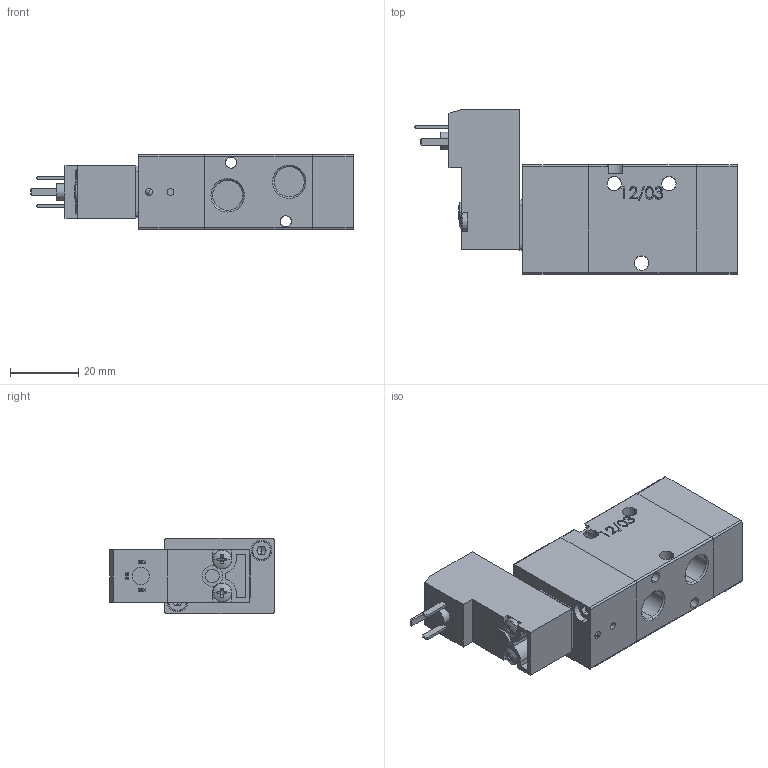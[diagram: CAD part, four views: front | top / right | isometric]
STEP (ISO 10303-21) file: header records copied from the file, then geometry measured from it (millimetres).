
FILE_DESCRIPTION (( 'STEP AP214' ), '1' );
FILE_NAME ('00_197_4.STEP', '2015-12-18T16:22:31', ( '' ), ( '' ), 'SwSTEP 2.0', 'SolidWorks 2015', '' );
FILE_SCHEMA (( 'AUTOMOTIVE_DESIGN' ));
Length unit declared in the file: millimetre
Products named in the file (1): 00_197_4
Bounding box: 94.4 x 48.1 x 22 mm (x, y, z)
Volume: 52829.3 mm3; surface area: 18585.7 mm2
Topology: 9 solids, 9 shells, 464 faces, 1131 edges, 708 vertices
Faces by surface type: plane 252, cylinder 93, bspline 49, cone 44, torus 20, sphere 6
Entity records: 17707 total; most frequent: CARTESIAN_POINT 5989, ORIENTED_EDGE 2228, DIRECTION 2142, EDGE_CURVE 1114, AXIS2_PLACEMENT_3D 752, VERTEX_POINT 705, LINE 638, VECTOR 638
